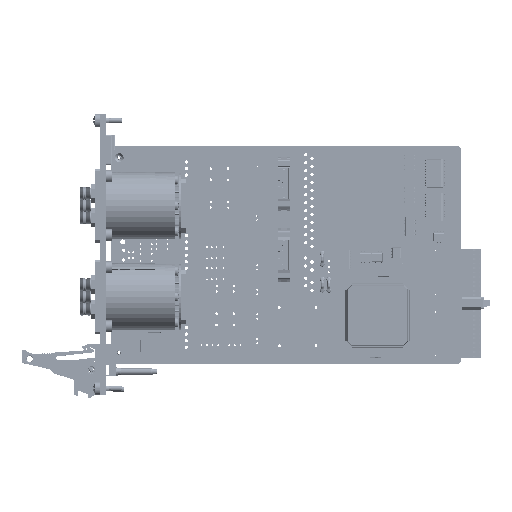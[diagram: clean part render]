
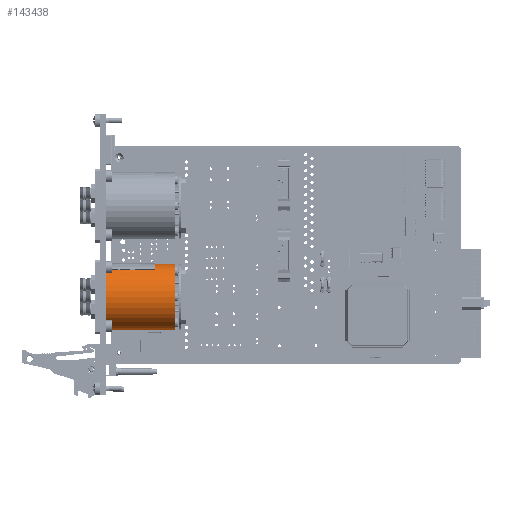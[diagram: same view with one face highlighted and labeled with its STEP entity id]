
A CAD part, top view. The second image highlights one B-rep face of the part: STEP entity #143438.
In plain terms, the highlighted cylindrical face has radius 15.25 mm (diameter 30.5 mm), a full revolution.
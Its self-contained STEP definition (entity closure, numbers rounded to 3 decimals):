
#39038 = CARTESIAN_POINT ( 'NONE',  ( -68.973, -1.978, 20.036 ) ) ;
#39088 = DIRECTION ( 'NONE',  ( -1., 0., 0. ) ) ;
#39107 = CARTESIAN_POINT ( 'NONE',  ( -89.973, -14.478, 11.301 ) ) ;
#39111 = DIRECTION ( 'NONE',  ( 1., 0., 0. ) ) ;
#39113 = DIRECTION ( 'NONE',  ( 0., -1., 0. ) ) ;
#39171 = CARTESIAN_POINT ( 'NONE',  ( -93.912, -14.478, 11.301 ) ) ;
#39173 = DIRECTION ( 'NONE',  ( 1., 0., 0. ) ) ;
#39176 = DIRECTION ( 'NONE',  ( 0., 1., 0. ) ) ;
#39184 = CARTESIAN_POINT ( 'NONE',  ( -68.973, -14.478, 11.301 ) ) ;
#39187 = DIRECTION ( 'NONE',  ( 1., 0., 0. ) ) ;
#39191 = DIRECTION ( 'NONE',  ( 0., -1., 0. ) ) ;
#39337 = CARTESIAN_POINT ( 'NONE',  ( -59.812, -14.478, 11.301 ) ) ;
#39340 = DIRECTION ( 'NONE',  ( -1., 0., 0. ) ) ;
#39343 = DIRECTION ( 'NONE',  ( 0., 1., 0. ) ) ;
#40165 = CARTESIAN_POINT ( 'NONE',  ( -68.973, -25.372, 0.629 ) ) ;
#40221 = DIRECTION ( 'NONE',  ( -1., 0., 0. ) ) ;
#40326 = AXIS2_PLACEMENT_3D ( 'NONE', #39107, #39111, #39113 ) ;
#40328 = AXIS2_PLACEMENT_3D ( 'NONE', #39171, #39173, #39176 ) ;
#40330 = AXIS2_PLACEMENT_3D ( 'NONE', #39184, #39187, #39191 ) ;
#40343 = AXIS2_PLACEMENT_3D ( 'NONE', #39337, #39340, #39343 ) ;
#48442 = VERTEX_POINT ( 'NONE', #163729 ) ;
#48869 = VERTEX_POINT ( 'NONE', #94213 ) ;
#57764 = LINE ( 'NONE', #39038, #57785 ) ;
#57771 = CIRCLE ( 'NONE', #40326, 15.25 ) ;
#57785 = VECTOR ( 'NONE', #39088, 1000. ) ;
#57793 = CIRCLE ( 'NONE', #40328, 15.25 ) ;
#57801 = CIRCLE ( 'NONE', #40330, 15.25 ) ;
#57861 = CIRCLE ( 'NONE', #40343, 15.25 ) ;
#57962 = LINE ( 'NONE', #40165, #57980 ) ;
#57980 = VECTOR ( 'NONE', #40221, 1000. ) ;
#94213 = CARTESIAN_POINT ( 'NONE',  ( -68.973, -25.372, 0.629 ) ) ;
#141575 = CARTESIAN_POINT ( 'NONE',  ( -59.612, -14.478, 11.301 ) ) ;
#141612 = DIRECTION ( 'NONE',  ( -1., 0., 0. ) ) ;
#141629 = DIRECTION ( 'NONE',  ( 0., -1., 0. ) ) ;
#143302 = FACE_OUTER_BOUND ( 'NONE', #308743, .T. ) ;
#143304 = FACE_BOUND ( 'NONE', #308724, .T. ) ;
#143310 = FACE_OUTER_BOUND ( 'NONE', #308946, .T. ) ;
#143319 = CYLINDRICAL_SURFACE ( 'NONE', #190433, 15.25 ) ;
#143438 = ADVANCED_FACE ( 'NONE', ( #143302, #143310, #143304 ), #143319, .T. ) ;
#163729 = CARTESIAN_POINT ( 'NONE',  ( -89.973, -1.978, 20.036 ) ) ;
#168106 = CARTESIAN_POINT ( 'NONE',  ( -68.973, -1.978, 20.036 ) ) ;
#190433 = AXIS2_PLACEMENT_3D ( 'NONE', #141575, #141612, #141629 ) ;
#197203 = EDGE_CURVE ( 'NONE', #295189, #48442, #57764, .T. ) ;
#197204 = EDGE_CURVE ( 'NONE', #295101, #48442, #57771, .T. ) ;
#197209 = EDGE_CURVE ( 'NONE', #266233, #266233, #57793, .T. ) ;
#197211 = EDGE_CURVE ( 'NONE', #48869, #295189, #57801, .T. ) ;
#197250 = EDGE_CURVE ( 'NONE', #266234, #266234, #57861, .T. ) ;
#197347 = EDGE_CURVE ( 'NONE', #48869, #295101, #57962, .T. ) ;
#225837 = CARTESIAN_POINT ( 'NONE',  ( -89.973, -25.372, 0.629 ) ) ;
#230107 = CARTESIAN_POINT ( 'NONE',  ( -93.912, 0.772, 11.301 ) ) ;
#230111 = CARTESIAN_POINT ( 'NONE',  ( -59.812, 0.772, 11.301 ) ) ;
#240679 = ORIENTED_EDGE ( 'NONE', *, *, #197204, .F. ) ;
#240720 = ORIENTED_EDGE ( 'NONE', *, *, #197347, .F. ) ;
#240784 = ORIENTED_EDGE ( 'NONE', *, *, #197203, .T. ) ;
#240967 = ORIENTED_EDGE ( 'NONE', *, *, #197211, .T. ) ;
#240993 = ORIENTED_EDGE ( 'NONE', *, *, #197250, .T. ) ;
#241107 = ORIENTED_EDGE ( 'NONE', *, *, #197209, .T. ) ;
#266233 = VERTEX_POINT ( 'NONE', #230107 ) ;
#266234 = VERTEX_POINT ( 'NONE', #230111 ) ;
#295101 = VERTEX_POINT ( 'NONE', #225837 ) ;
#295189 = VERTEX_POINT ( 'NONE', #168106 ) ;
#308724 = EDGE_LOOP ( 'NONE', ( #240967, #240784, #240679, #240720 ) ) ;
#308743 = EDGE_LOOP ( 'NONE', ( #241107 ) ) ;
#308946 = EDGE_LOOP ( 'NONE', ( #240993 ) ) ;
